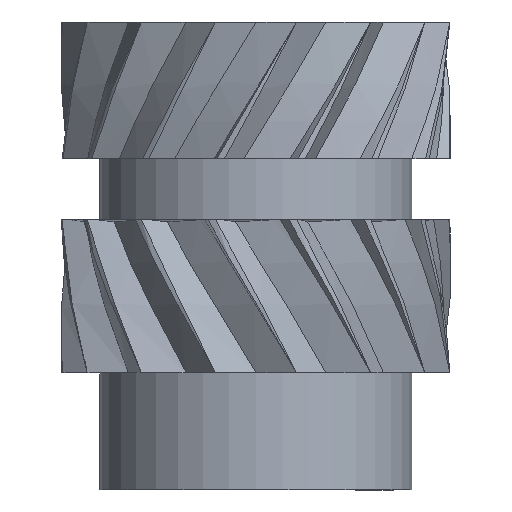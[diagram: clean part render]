
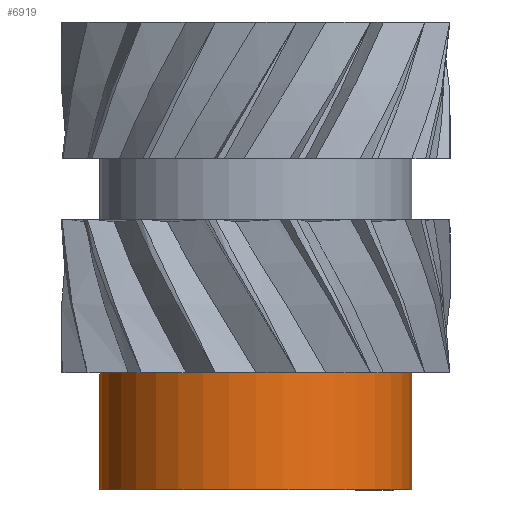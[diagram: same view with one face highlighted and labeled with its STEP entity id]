
A CAD part, front view. The second image highlights one B-rep face of the part: STEP entity #6919.
In plain terms, the highlighted cylindrical face has radius 2 mm (diameter 4 mm), a partial arc.
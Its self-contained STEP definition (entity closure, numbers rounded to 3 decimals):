
#189 = DIRECTION ( 'NONE',  ( 0., 0., -1. ) ) ;
#423 = FACE_OUTER_BOUND ( 'NONE', #12063, .T. ) ;
#501 = ORIENTED_EDGE ( 'NONE', *, *, #6837, .T. ) ;
#621 = CYLINDRICAL_SURFACE ( 'NONE', #12019, 2. ) ;
#701 = CIRCLE ( 'NONE', #9332, 2. ) ;
#1046 = CARTESIAN_POINT ( 'NONE',  ( -2., 0., 0. ) ) ;
#1845 = VERTEX_POINT ( 'NONE', #7488 ) ;
#1909 = CARTESIAN_POINT ( 'NONE',  ( -2., 0., 0.75 ) ) ;
#1960 = AXIS2_PLACEMENT_3D ( 'NONE', #7874, #189, #11700 ) ;
#2024 = DIRECTION ( 'NONE',  ( 0., 0., -1. ) ) ;
#2348 = CIRCLE ( 'NONE', #1960, 2. ) ;
#2583 = ORIENTED_EDGE ( 'NONE', *, *, #5055, .F. ) ;
#3384 = DIRECTION ( 'NONE',  ( 0.814, 0.581, 0. ) ) ;
#3969 = CARTESIAN_POINT ( 'NONE',  ( 0., 0., 1.5 ) ) ;
#4531 = DIRECTION ( 'NONE',  ( 0., 0., -1. ) ) ;
#5055 = EDGE_CURVE ( 'NONE', #6790, #8304, #2348, .T. ) ;
#5265 = DIRECTION ( 'NONE',  ( 0., 0., -1. ) ) ;
#5471 = DIRECTION ( 'NONE',  ( 0., 0., -1. ) ) ;
#6282 = CARTESIAN_POINT ( 'NONE',  ( 0., 0., 0.75 ) ) ;
#6790 = VERTEX_POINT ( 'NONE', #8442 ) ;
#6837 = EDGE_CURVE ( 'NONE', #1845, #12390, #701, .T. ) ;
#6919 = ADVANCED_FACE ( 'NONE', ( #423 ), #621, .T. ) ;
#7206 = VECTOR ( 'NONE', #2024, 1000. ) ;
#7488 = CARTESIAN_POINT ( 'NONE',  ( 2., 0., 1.5 ) ) ;
#7634 = ORIENTED_EDGE ( 'NONE', *, *, #11504, .F. ) ;
#7692 = LINE ( 'NONE', #1909, #7206 ) ;
#7743 = EDGE_CURVE ( 'NONE', #12390, #8304, #7692, .T. ) ;
#7778 = ORIENTED_EDGE ( 'NONE', *, *, #7743, .T. ) ;
#7874 = CARTESIAN_POINT ( 'NONE',  ( 0., 0., 0. ) ) ;
#8304 = VERTEX_POINT ( 'NONE', #1046 ) ;
#8442 = CARTESIAN_POINT ( 'NONE',  ( 2., 0., 0. ) ) ;
#8468 = VECTOR ( 'NONE', #5265, 1000. ) ;
#9332 = AXIS2_PLACEMENT_3D ( 'NONE', #3969, #5471, #3384 ) ;
#9680 = CARTESIAN_POINT ( 'NONE',  ( 2., 0., 0.75 ) ) ;
#11114 = DIRECTION ( 'NONE',  ( 1., 0., 0. ) ) ;
#11504 = EDGE_CURVE ( 'NONE', #1845, #6790, #11563, .T. ) ;
#11563 = LINE ( 'NONE', #9680, #8468 ) ;
#11700 = DIRECTION ( 'NONE',  ( 0.814, 0.581, 0. ) ) ;
#11934 = CARTESIAN_POINT ( 'NONE',  ( -2., 0., 1.5 ) ) ;
#12019 = AXIS2_PLACEMENT_3D ( 'NONE', #6282, #4531, #11114 ) ;
#12063 = EDGE_LOOP ( 'NONE', ( #501, #7778, #2583, #7634 ) ) ;
#12390 = VERTEX_POINT ( 'NONE', #11934 ) ;
